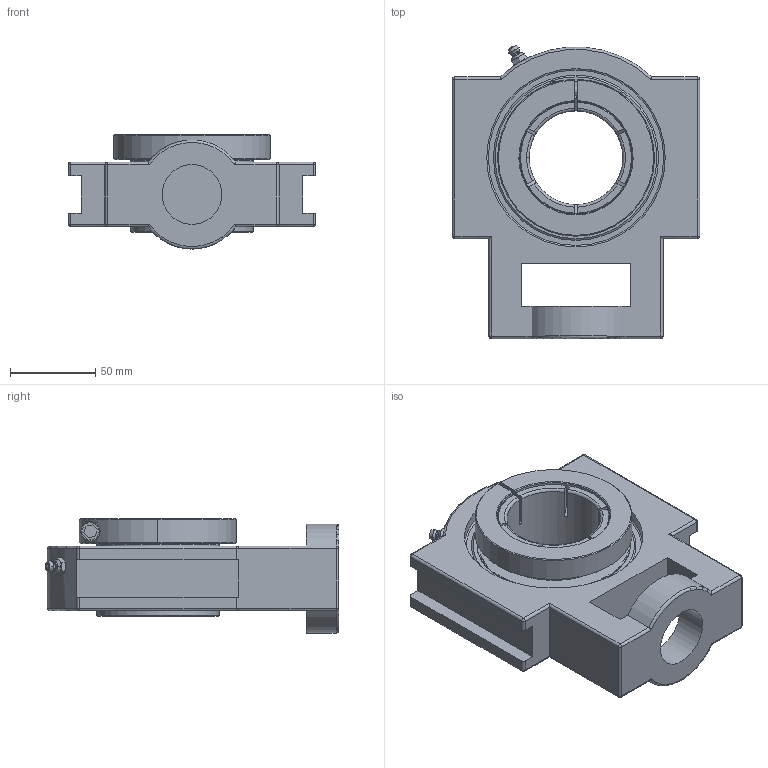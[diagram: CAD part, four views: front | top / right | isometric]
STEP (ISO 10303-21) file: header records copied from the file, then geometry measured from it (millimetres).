
FILE_DESCRIPTION(('HOOPS Exchange Step'),'2;1');
FILE_NAME('export-17A7DE3A-C73E-46A6-82F4-4E06B0753645.stp','2019-12-18T08:44:50-08:00',('ibuslach'),('Alibre'),'HOOPS Exchange 2019.2','Alibre','Unknown authorisation');
FILE_SCHEMA( ('AP242_MANAGED_MODEL_BASED_3D_ENGINEERING_MIM_LF {1 0 10303 442 1 1 4 }') );
Length unit declared in the file: centimetre
Products named in the file (8): MRN ST 211; UCP ZERK 6mm; SUE 211 SHIELD; SUE 211 LOCK RING; SUE 211 BOLT; SUE 211 RACES; MRN SUE 211; MRN SUET 211
Assembly tree (8 placements, depth 3):
  MRN SUET 211
    MRN ST 211
    UCP ZERK 6mm
    MRN SUE 211
      SUE 211 SHIELD  x2
      SUE 211 LOCK RING
      SUE 211 BOLT
      SUE 211 RACES
Bounding box: 145 x 171.95 x 66.9 mm (x, y, z)
Volume: 555805 mm3; surface area: 139511.6 mm2
Topology: 8 solids, 8 shells, 274 faces, 737 edges, 463 vertices
Faces by surface type: plane 91, cylinder 87, cone 40, torus 31, sphere 21, bspline 4
Full cylindrical faces by diameter (mm): 1.978 x2, 4.917 x2, 6 x2, 6.4 x1, 10 x1, 11.2 x1, 35 x1, 55 x1, 72 x4, 73.016 x2, 88 x2, 90 x2, 104.56 x2
Entity records: 13148 total; most frequent: CARTESIAN_POINT 6289, DIRECTION 1453, ORIENTED_EDGE 1398, EDGE_CURVE 699, AXIS2_PLACEMENT_3D 580, VERTEX_POINT 449, VECTOR 293, LINE 293
